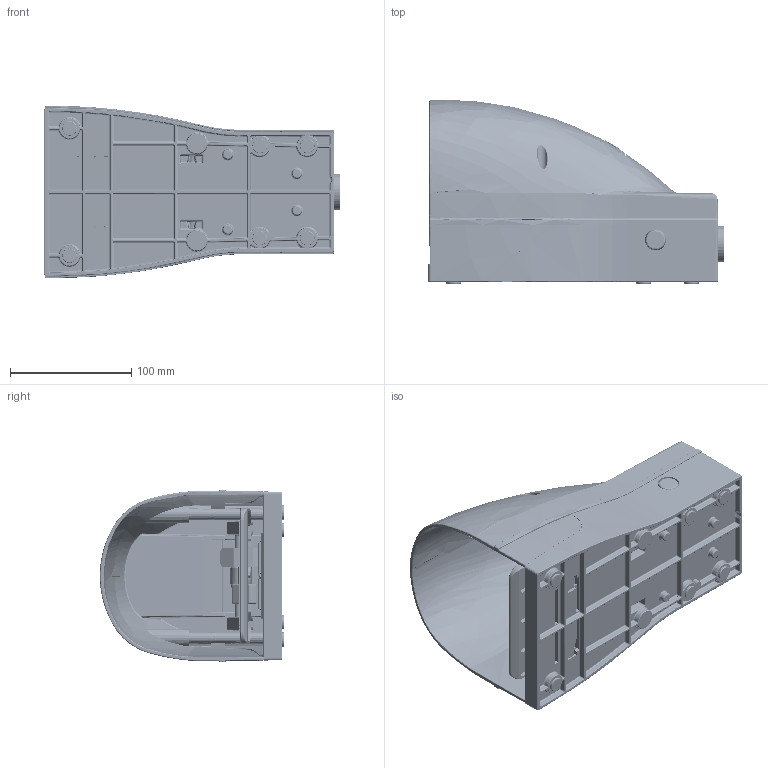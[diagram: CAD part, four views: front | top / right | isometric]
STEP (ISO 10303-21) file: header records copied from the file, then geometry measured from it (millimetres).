
FILE_DESCRIPTION(( '504 BSA DESP.STEP' ), '1');
FILE_NAME( '504 BSA DESP.STEP', '2019-03-04T12:04:46',( 'Sopra'),('sopra-pneumatic.com'), 'SwSTEP 2.0','SolidWorks 2009','' );
FILE_SCHEMA (( 'AUTOMOTIVE_DESIGN' ));
Length unit declared in the file: millimetre
Products named in the file (1): 1_127_4n
Bounding box: 243.9 x 151.73 x 142.41 mm (x, y, z)
Volume: 536779 mm3; surface area: 336073.6 mm2
Topology: 6 solids, 6 shells, 4627 faces, 11351 edges, 6653 vertices
Faces by surface type: cylinder 1555, bspline 1258, plane 1116, cone 409, torus 174, sphere 115
Entity records: 335325 total; most frequent: CARTESIAN_POINT 187499, ORIENTED_EDGE 22370, DIRECTION 17630, EDGE_CURVE 11185, AXIS2_PLACEMENT_3D 6811, VERTEX_POINT 6653, EDGE_LOOP 4766, UNCERTAINTY_MEASURE_WITH_UNIT 4635
